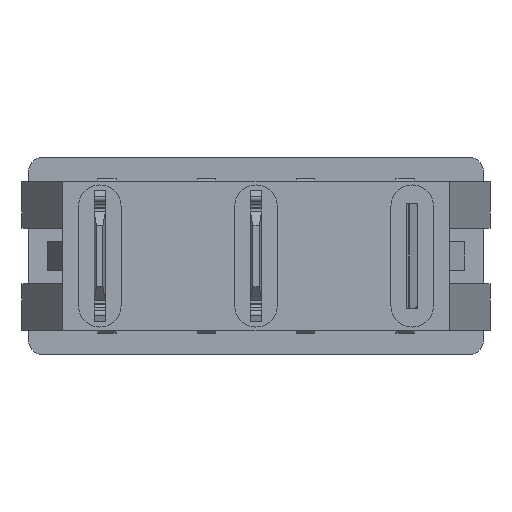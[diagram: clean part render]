
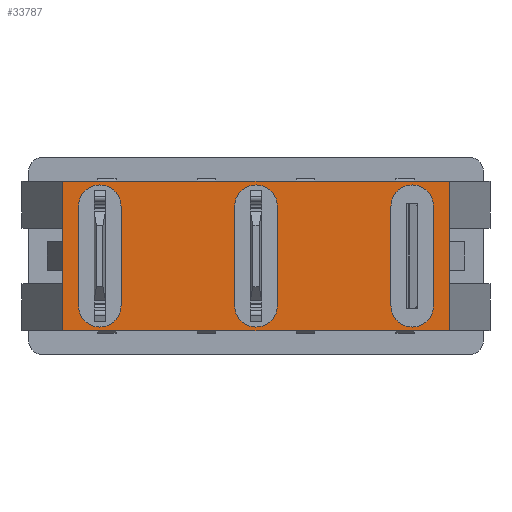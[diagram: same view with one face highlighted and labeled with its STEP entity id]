
A CAD part, front view. The second image highlights one B-rep face of the part: STEP entity #33787.
In plain terms, the highlighted planar face has unit normal (0, -1, 0).
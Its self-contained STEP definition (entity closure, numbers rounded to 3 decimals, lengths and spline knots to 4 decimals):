
#190=FACE_BOUND('',#2556,.T.);
#191=FACE_BOUND('',#2557,.T.);
#192=FACE_BOUND('',#2558,.T.);
#609=FACE_OUTER_BOUND('',#2555,.T.);
#2555=EDGE_LOOP('',(#22915,#22916,#22917,#22918));
#2556=EDGE_LOOP('',(#22919,#22920,#22921,#22922));
#2557=EDGE_LOOP('',(#22923,#22924,#22925,#22926));
#2558=EDGE_LOOP('',(#22927,#22928,#22929,#22930));
#4712=CIRCLE('',#35721,0.0591);
#4714=CIRCLE('',#35724,0.0591);
#4716=CIRCLE('',#35727,0.0591);
#4739=CIRCLE('',#35792,0.0591);
#4740=CIRCLE('',#35793,0.0591);
#4741=CIRCLE('',#35794,0.0591);
#5315=LINE('',#47623,#9871);
#5331=LINE('',#47656,#9887);
#5405=LINE('',#47808,#9961);
#5406=LINE('',#47809,#9962);
#5407=LINE('',#47811,#9963);
#5408=LINE('',#47813,#9964);
#5409=LINE('',#47816,#9965);
#5410=LINE('',#47818,#9966);
#5411=LINE('',#47821,#9967);
#5412=LINE('',#47823,#9968);
#9871=VECTOR('',#38505,39.3701);
#9887=VECTOR('',#38523,39.3701);
#9961=VECTOR('',#38609,39.3701);
#9962=VECTOR('',#38610,39.3701);
#9963=VECTOR('',#38611,39.3701);
#9964=VECTOR('',#38612,39.3701);
#9965=VECTOR('',#38615,39.3701);
#9966=VECTOR('',#38616,39.3701);
#9967=VECTOR('',#38619,39.3701);
#9968=VECTOR('',#38620,39.3701);
#14221=VERTEX_POINT('',#47258);
#14222=VERTEX_POINT('',#47260);
#14225=VERTEX_POINT('',#47267);
#14226=VERTEX_POINT('',#47269);
#14229=VERTEX_POINT('',#47276);
#14230=VERTEX_POINT('',#47278);
#14355=VERTEX_POINT('',#47620);
#14356=VERTEX_POINT('',#47622);
#14371=VERTEX_POINT('',#47653);
#14372=VERTEX_POINT('',#47655);
#14445=VERTEX_POINT('',#47810);
#14446=VERTEX_POINT('',#47812);
#14447=VERTEX_POINT('',#47815);
#14448=VERTEX_POINT('',#47817);
#14449=VERTEX_POINT('',#47820);
#14450=VERTEX_POINT('',#47822);
#17506=EDGE_CURVE('',#14221,#14222,#4712,.T.);
#17510=EDGE_CURVE('',#14225,#14226,#4714,.T.);
#17514=EDGE_CURVE('',#14229,#14230,#4716,.T.);
#17693=EDGE_CURVE('',#14356,#14355,#5315,.T.);
#17709=EDGE_CURVE('',#14372,#14371,#5331,.T.);
#17787=EDGE_CURVE('',#14355,#14372,#5405,.T.);
#17788=EDGE_CURVE('',#14371,#14356,#5406,.T.);
#17789=EDGE_CURVE('',#14230,#14445,#5407,.T.);
#17790=EDGE_CURVE('',#14446,#14229,#5408,.T.);
#17791=EDGE_CURVE('',#14445,#14446,#4739,.T.);
#17792=EDGE_CURVE('',#14222,#14447,#5409,.T.);
#17793=EDGE_CURVE('',#14448,#14221,#5410,.T.);
#17794=EDGE_CURVE('',#14447,#14448,#4740,.T.);
#17795=EDGE_CURVE('',#14226,#14449,#5411,.T.);
#17796=EDGE_CURVE('',#14450,#14225,#5412,.T.);
#17797=EDGE_CURVE('',#14449,#14450,#4741,.T.);
#22915=ORIENTED_EDGE('',*,*,#17693,.T.);
#22916=ORIENTED_EDGE('',*,*,#17787,.T.);
#22917=ORIENTED_EDGE('',*,*,#17709,.T.);
#22918=ORIENTED_EDGE('',*,*,#17788,.T.);
#22919=ORIENTED_EDGE('',*,*,#17789,.F.);
#22920=ORIENTED_EDGE('',*,*,#17514,.F.);
#22921=ORIENTED_EDGE('',*,*,#17790,.F.);
#22922=ORIENTED_EDGE('',*,*,#17791,.F.);
#22923=ORIENTED_EDGE('',*,*,#17792,.F.);
#22924=ORIENTED_EDGE('',*,*,#17506,.F.);
#22925=ORIENTED_EDGE('',*,*,#17793,.F.);
#22926=ORIENTED_EDGE('',*,*,#17794,.F.);
#22927=ORIENTED_EDGE('',*,*,#17795,.F.);
#22928=ORIENTED_EDGE('',*,*,#17510,.F.);
#22929=ORIENTED_EDGE('',*,*,#17796,.F.);
#22930=ORIENTED_EDGE('',*,*,#17797,.F.);
#31969=PLANE('',#35791);
#33787=ADVANCED_FACE('',(#609,#190,#191,#192),#31969,.T.);
#35721=AXIS2_PLACEMENT_3D('',#47261,#38213,#38214);
#35724=AXIS2_PLACEMENT_3D('',#47270,#38221,#38222);
#35727=AXIS2_PLACEMENT_3D('',#47279,#38229,#38230);
#35791=AXIS2_PLACEMENT_3D('',#47807,#38607,#38608);
#35792=AXIS2_PLACEMENT_3D('',#47814,#38613,#38614);
#35793=AXIS2_PLACEMENT_3D('',#47819,#38617,#38618);
#35794=AXIS2_PLACEMENT_3D('',#47824,#38621,#38622);
#38213=DIRECTION('center_axis',(0.,-1.,0.));
#38214=DIRECTION('ref_axis',(0.,0.,1.));
#38221=DIRECTION('center_axis',(0.,-1.,0.));
#38222=DIRECTION('ref_axis',(0.,0.,1.));
#38229=DIRECTION('center_axis',(0.,-1.,0.));
#38230=DIRECTION('ref_axis',(0.,0.,1.));
#38505=DIRECTION('',(0.,0.,1.));
#38523=DIRECTION('',(0.,0.,-1.));
#38607=DIRECTION('center_axis',(0.,-1.,0.));
#38608=DIRECTION('ref_axis',(0.,0.,-1.));
#38609=DIRECTION('',(-1.,0.,0.));
#38610=DIRECTION('',(1.,0.,0.));
#38611=DIRECTION('',(0.,0.,-1.));
#38612=DIRECTION('',(0.,0.,1.));
#38613=DIRECTION('center_axis',(0.,-1.,0.));
#38614=DIRECTION('ref_axis',(0.,0.,-1.));
#38615=DIRECTION('',(0.,0.,-1.));
#38616=DIRECTION('',(0.,0.,1.));
#38617=DIRECTION('center_axis',(0.,-1.,0.));
#38618=DIRECTION('ref_axis',(0.,0.,-1.));
#38619=DIRECTION('',(0.,0.,-1.));
#38620=DIRECTION('',(0.,0.,1.));
#38621=DIRECTION('center_axis',(0.,-1.,0.));
#38622=DIRECTION('ref_axis',(0.,0.,-1.));
#47258=CARTESIAN_POINT('',(0.4921,0.4744,0.1378));
#47260=CARTESIAN_POINT('',(0.374,0.4744,0.1378));
#47261=CARTESIAN_POINT('Origin',(0.4331,0.4744,0.1378));
#47267=CARTESIAN_POINT('',(-0.374,0.4744,0.1378));
#47269=CARTESIAN_POINT('',(-0.4921,0.4744,0.1378));
#47270=CARTESIAN_POINT('Origin',(-0.4331,0.4744,0.1378));
#47276=CARTESIAN_POINT('',(0.0591,0.4744,0.1378));
#47278=CARTESIAN_POINT('',(-0.0591,0.4744,0.1378));
#47279=CARTESIAN_POINT('Origin',(0.,0.4744,
0.1378));
#47620=CARTESIAN_POINT('',(0.5354,0.4744,0.2067));
#47622=CARTESIAN_POINT('',(0.5354,0.4744,-0.2067));
#47623=CARTESIAN_POINT('',(0.5354,0.4744,0.2067));
#47653=CARTESIAN_POINT('',(-0.5354,0.4744,-0.2067));
#47655=CARTESIAN_POINT('',(-0.5354,0.4744,0.2067));
#47656=CARTESIAN_POINT('',(-0.5354,0.4744,0.2067));
#47807=CARTESIAN_POINT('Origin',(0.5354,0.4744,-0.2067));
#47808=CARTESIAN_POINT('',(-0.5354,0.4744,0.2067));
#47809=CARTESIAN_POINT('',(-0.5354,0.4744,-0.2067));
#47810=CARTESIAN_POINT('',(-0.0591,0.4744,-0.1378));
#47811=CARTESIAN_POINT('',(-0.0591,0.4744,0.1378));
#47812=CARTESIAN_POINT('',(0.0591,0.4744,-0.1378));
#47813=CARTESIAN_POINT('',(0.0591,0.4744,0.1378));
#47814=CARTESIAN_POINT('Origin',(0.,0.4744,
-0.1378));
#47815=CARTESIAN_POINT('',(0.374,0.4744,-0.1378));
#47816=CARTESIAN_POINT('',(0.374,0.4744,0.1378));
#47817=CARTESIAN_POINT('',(0.4921,0.4744,-0.1378));
#47818=CARTESIAN_POINT('',(0.4921,0.4744,0.1378));
#47819=CARTESIAN_POINT('Origin',(0.4331,0.4744,-0.1378));
#47820=CARTESIAN_POINT('',(-0.4921,0.4744,-0.1378));
#47821=CARTESIAN_POINT('',(-0.4921,0.4744,0.1378));
#47822=CARTESIAN_POINT('',(-0.374,0.4744,-0.1378));
#47823=CARTESIAN_POINT('',(-0.374,0.4744,0.1378));
#47824=CARTESIAN_POINT('Origin',(-0.4331,0.4744,-0.1378));
